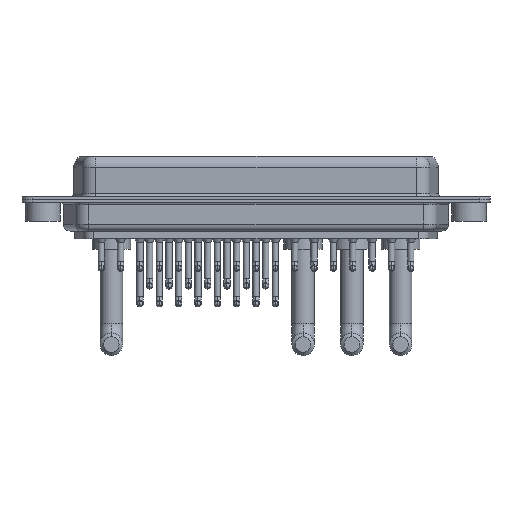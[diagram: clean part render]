
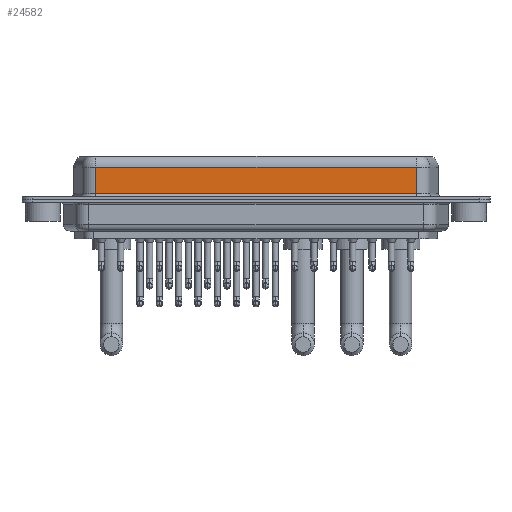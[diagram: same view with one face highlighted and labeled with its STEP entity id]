
A CAD part, front view. The second image highlights one B-rep face of the part: STEP entity #24582.
In plain terms, the highlighted planar face has unit normal (0, -1, 0).
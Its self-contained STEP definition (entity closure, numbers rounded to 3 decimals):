
#408 = LINE ( 'NONE', #16650, #13939 ) ;
#532 = DIRECTION ( 'NONE',  ( -1., 0., 0. ) ) ;
#597 = CARTESIAN_POINT ( 'NONE',  ( 53.41, -5.375, 4.65 ) ) ;
#706 = DIRECTION ( 'NONE',  ( 0., 0., -1. ) ) ;
#955 = DIRECTION ( 'NONE',  ( 0., 1., 0. ) ) ;
#2329 = LINE ( 'NONE', #25208, #28495 ) ;
#2351 = VERTEX_POINT ( 'NONE', #15355 ) ;
#4848 = CARTESIAN_POINT ( 'NONE',  ( 7.59, -5.375, 0.9 ) ) ;
#5445 = LINE ( 'NONE', #25804, #25167 ) ;
#7004 = AXIS2_PLACEMENT_3D ( 'NONE', #21320, #955, #10057 ) ;
#7066 = EDGE_CURVE ( 'NONE', #13487, #7745, #14958, .T. ) ;
#7745 = VERTEX_POINT ( 'NONE', #13710 ) ;
#8332 = EDGE_CURVE ( 'NONE', #2351, #8843, #408, .T. ) ;
#8843 = VERTEX_POINT ( 'NONE', #4848 ) ;
#10057 = DIRECTION ( 'NONE',  ( 0., 0., 1. ) ) ;
#12271 = FACE_OUTER_BOUND ( 'NONE', #15247, .T. ) ;
#13145 = ORIENTED_EDGE ( 'NONE', *, *, #28474, .T. ) ;
#13487 = VERTEX_POINT ( 'NONE', #597 ) ;
#13552 = ORIENTED_EDGE ( 'NONE', *, *, #7066, .F. ) ;
#13710 = CARTESIAN_POINT ( 'NONE',  ( 53.41, -5.375, 0.9 ) ) ;
#13939 = VECTOR ( 'NONE', #706, 1000. ) ;
#14958 = LINE ( 'NONE', #24440, #28138 ) ;
#15247 = EDGE_LOOP ( 'NONE', ( #13552, #13145, #16682, #27077 ) ) ;
#15355 = CARTESIAN_POINT ( 'NONE',  ( 7.59, -5.375, 4.65 ) ) ;
#15528 = EDGE_CURVE ( 'NONE', #8843, #7745, #2329, .T. ) ;
#16600 = PLANE ( 'NONE',  #7004 ) ;
#16650 = CARTESIAN_POINT ( 'NONE',  ( 7.59, -5.375, 6.4 ) ) ;
#16682 = ORIENTED_EDGE ( 'NONE', *, *, #8332, .T. ) ;
#18099 = DIRECTION ( 'NONE',  ( 1., 0., 0. ) ) ;
#21320 = CARTESIAN_POINT ( 'NONE',  ( 53.41, -5.375, 6.4 ) ) ;
#24440 = CARTESIAN_POINT ( 'NONE',  ( 53.41, -5.375, 6.4 ) ) ;
#24582 = ADVANCED_FACE ( 'NONE', ( #12271 ), #16600, .F. ) ;
#25167 = VECTOR ( 'NONE', #532, 1000. ) ;
#25208 = CARTESIAN_POINT ( 'NONE',  ( 53.41, -5.375, 0.9 ) ) ;
#25804 = CARTESIAN_POINT ( 'NONE',  ( 53.41, -5.375, 4.65 ) ) ;
#26680 = DIRECTION ( 'NONE',  ( 0., 0., -1. ) ) ;
#27077 = ORIENTED_EDGE ( 'NONE', *, *, #15528, .T. ) ;
#28138 = VECTOR ( 'NONE', #26680, 1000. ) ;
#28474 = EDGE_CURVE ( 'NONE', #13487, #2351, #5445, .T. ) ;
#28495 = VECTOR ( 'NONE', #18099, 1000. ) ;
